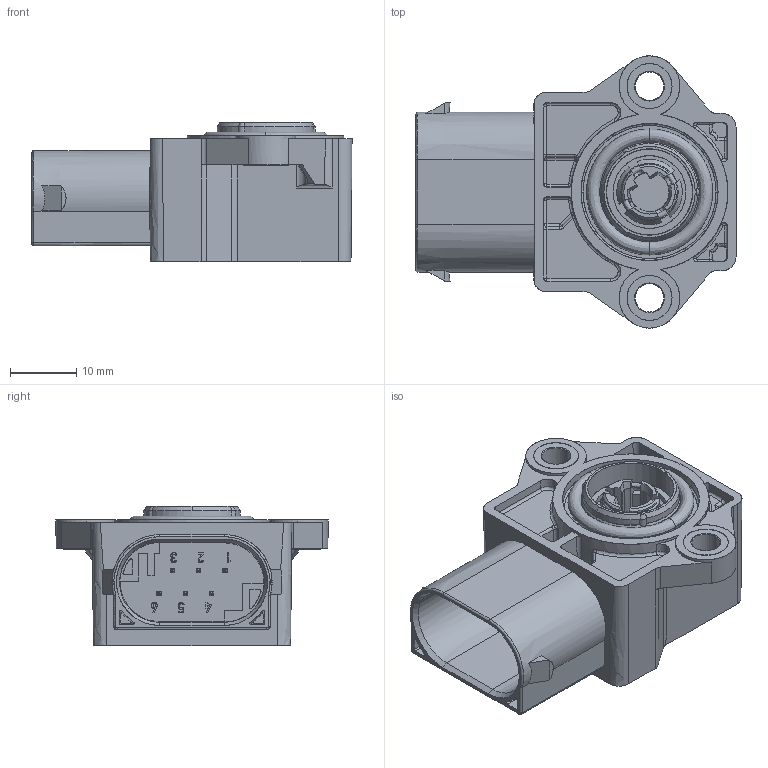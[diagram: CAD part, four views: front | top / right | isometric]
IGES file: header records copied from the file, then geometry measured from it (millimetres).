
Start section: SolidWorks IGES file using analytic representation for surfaces
Global section: file name: 047200_RSC32~00_Huelle.IGS; native system: SolidWorks 2011; preprocessor: SolidWorks 2011; author: harigel; date: 121121.094234; units: millimetre
Bounding box: 48.38 x 41.16 x 21.1 mm (x, y, z)
Surface area: 11681.5 mm2 (no closed solid volume)
Topology: 0 solids, 0 shells, 750 faces, 7031 edges, 7024 vertices
Faces by surface type: bspline 474, revolution 276
